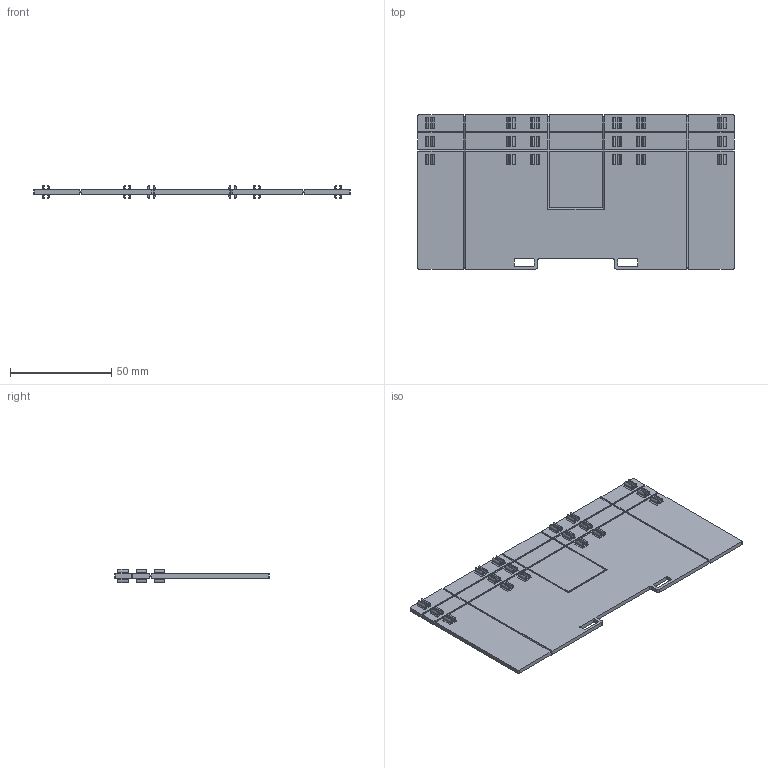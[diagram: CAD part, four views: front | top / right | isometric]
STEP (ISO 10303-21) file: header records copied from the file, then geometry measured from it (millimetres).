
FILE_DESCRIPTION(/* description */ (''),/* implementation_level */ '2;1');
FILE_NAME(/* name */ '17022_TW35-120_iso.stp',/* time_stamp */ '2011-08-08T10:18:56+02:00',/* author */ (''),/* organization */ (''),/* preprocessor_version */ 'ST-DEVELOPER v11',/* originating_system */ 'SIEMENS UGS NX 6.0',/* authorisation */ '');
FILE_SCHEMA (('CONFIG_CONTROL_DESIGN'));
Length unit declared in the file: millimetre
Products named in the file (1): 17022_TW35-120_iso
Bounding box: 156 x 76 x 6.78 mm (x, y, z)
Volume: 23313.4 mm3; surface area: 27269.5 mm2
Topology: 1 solids, 1 shells, 929 faces, 2355 edges, 1500 vertices
Faces by surface type: plane 481, cylinder 448
Entity records: 28059 total; most frequent: DIRECTION 5111, CARTESIAN_POINT 4785, ORIENTED_EDGE 4710, EDGE_CURVE 2355, AXIS2_PLACEMENT_3D 1826, VERTEX_POINT 1500, LINE 1459, VECTOR 1459
